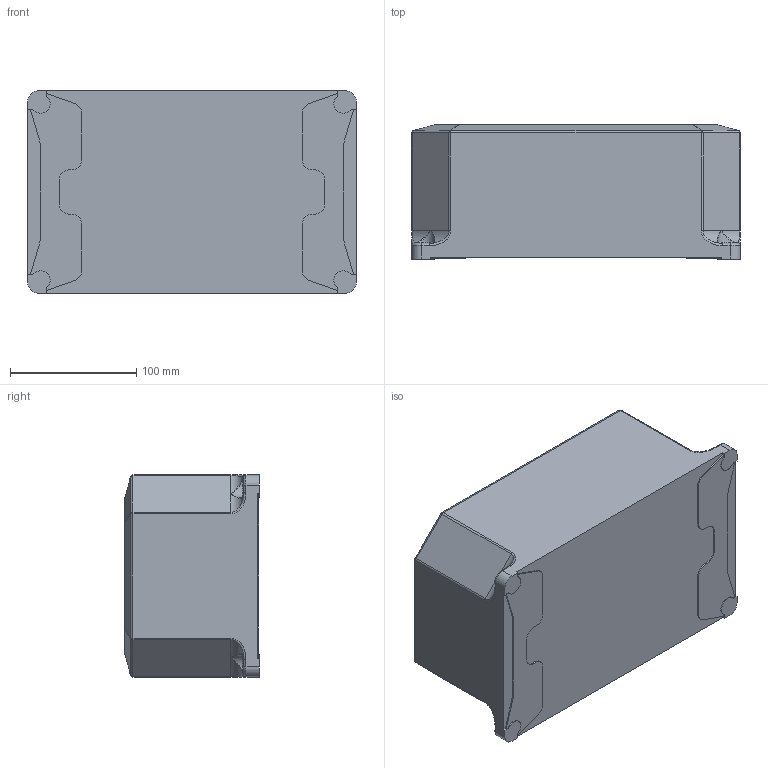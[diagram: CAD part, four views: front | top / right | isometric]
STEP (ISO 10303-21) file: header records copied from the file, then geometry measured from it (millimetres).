
FILE_DESCRIPTION(/* description */ (''),/* implementation_level */ '2;1');
FILE_NAME(/* name */ '940124.stp',/* time_stamp */ '2023-07-02T22:38:54+05:00',/* author */ ('pradhakrishnan'),/* organization */ (''),/* preprocessor_version */ 'ST-DEVELOPER v18',/* originating_system */ 'Autodesk Inventor 2020',/* authorisation */ '');
FILE_SCHEMA (('AUTOMOTIVE_DESIGN { 1 0 10303 214 3 1 1 }'));
Length unit declared in the file: millimetre
Products named in the file (1): 940124
Bounding box: 260 x 106.5 x 160 mm (x, y, z)
Volume: 4175816.7 mm3; surface area: 161219.1 mm2
Topology: 1 solids, 1 shells, 214 faces, 544 edges, 316 vertices
Faces by surface type: cylinder 76, bspline 64, plane 58, sphere 8, torus 8
Entity records: 8160 total; most frequent: CARTESIAN_POINT 3111, ORIENTED_EDGE 1056, DIRECTION 922, EDGE_CURVE 528, AXIS2_PLACEMENT_3D 347, VERTEX_POINT 316, LINE 228, VECTOR 228
